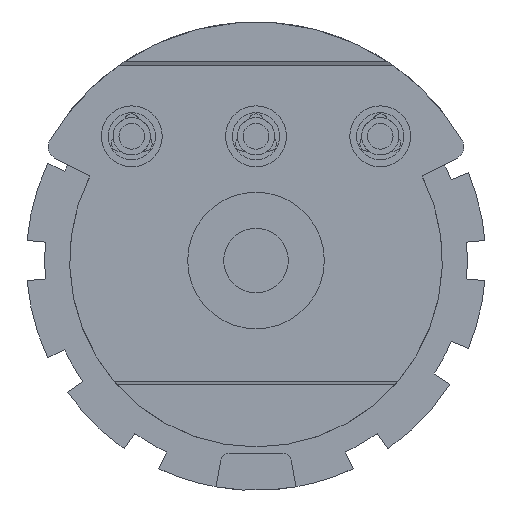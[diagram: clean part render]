
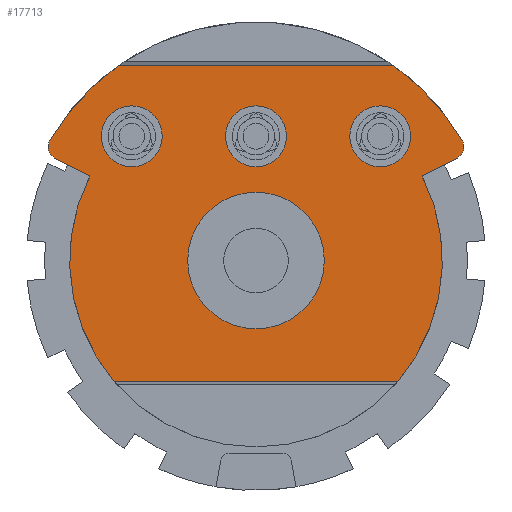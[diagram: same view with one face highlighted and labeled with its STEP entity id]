
A CAD part, front view. The second image highlights one B-rep face of the part: STEP entity #17713.
In plain terms, the highlighted planar face has unit normal (0, -1, 0).
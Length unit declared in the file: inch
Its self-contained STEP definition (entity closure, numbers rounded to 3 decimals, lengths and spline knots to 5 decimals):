
#149=DIRECTION('',(-0.891,0.,0.454));
#150=VECTOR('',#149,0.03173);
#151=CARTESIAN_POINT('',(-0.13365,-0.072,0.0681));
#152=LINE('',#151,#150);
#5897=DIRECTION('',(-0.891,0.,-0.454));
#5898=VECTOR('',#5897,0.03173);
#5899=CARTESIAN_POINT('',(0.16192,-0.072,0.0825));
#5900=LINE('',#5899,#5898);
#5905=CARTESIAN_POINT('',(0.,-0.072,0.));
#5906=DIRECTION('',(0.,1.,0.));
#5907=DIRECTION('',(0.891,0.,0.454));
#5908=AXIS2_PLACEMENT_3D('',#5905,#5906,#5907);
#5910=DIRECTION('',(-1.,0.,0.));
#5911=VECTOR('',#5910,0.22832);
#5912=CARTESIAN_POINT('',(0.11416,-0.072,-0.0973));
#5913=LINE('',#5912,#5911);
#5914=CARTESIAN_POINT('',(0.,-0.072,0.));
#5915=DIRECTION('',(0.,1.,0.));
#5916=DIRECTION('',(-0.761,0.,-0.649));
#5917=AXIS2_PLACEMENT_3D('',#5914,#5915,#5916);
#5919=CARTESIAN_POINT('',(-0.15738,-0.072,0.09141));
#5920=DIRECTION('',(0.,1.,0.));
#5921=DIRECTION('',(-0.454,0.,-0.891));
#5922=AXIS2_PLACEMENT_3D('',#5919,#5920,#5921);
#5924=CARTESIAN_POINT('',(0.,-0.072,0.));
#5925=DIRECTION('',(0.,1.,0.));
#5926=DIRECTION('',(-0.865,0.,0.502));
#5927=AXIS2_PLACEMENT_3D('',#5924,#5925,#5926);
#5929=CARTESIAN_POINT('',(0.,-0.072,0.));
#5930=DIRECTION('',(0.,1.,0.));
#5931=DIRECTION('',(0.573,0.,0.819));
#5932=AXIS2_PLACEMENT_3D('',#5929,#5930,#5931);
#5934=CARTESIAN_POINT('',(0.15738,-0.072,0.09141));
#5935=DIRECTION('',(0.,1.,0.));
#5936=DIRECTION('',(0.865,0.,0.502));
#5937=AXIS2_PLACEMENT_3D('',#5934,#5935,#5936);
#5939=CARTESIAN_POINT('',(0.,-0.072,0.));
#5940=DIRECTION('',(0.,-1.,0.));
#5941=DIRECTION('',(1.,0.,0.));
#5942=AXIS2_PLACEMENT_3D('',#5939,#5940,#5941);
#5944=CARTESIAN_POINT('',(0.,-0.072,0.));
#5945=DIRECTION('',(0.,-1.,0.));
#5946=DIRECTION('',(-1.,0.,0.));
#5947=AXIS2_PLACEMENT_3D('',#5944,#5945,#5946);
#5949=CARTESIAN_POINT('',(0.,-0.072,0.1));
#5950=DIRECTION('',(0.,1.,0.));
#5951=DIRECTION('',(0.,0.,-1.));
#5952=AXIS2_PLACEMENT_3D('',#5949,#5950,#5951);
#5954=CARTESIAN_POINT('',(0.,-0.072,0.1));
#5955=DIRECTION('',(0.,1.,0.));
#5956=DIRECTION('',(0.,0.,1.));
#5957=AXIS2_PLACEMENT_3D('',#5954,#5955,#5956);
#5959=CARTESIAN_POINT('',(-0.1,-0.072,0.1));
#5960=DIRECTION('',(0.,1.,0.));
#5961=DIRECTION('',(0.,0.,-1.));
#5962=AXIS2_PLACEMENT_3D('',#5959,#5960,#5961);
#5964=CARTESIAN_POINT('',(-0.1,-0.072,0.1));
#5965=DIRECTION('',(0.,1.,0.));
#5966=DIRECTION('',(0.,0.,1.));
#5967=AXIS2_PLACEMENT_3D('',#5964,#5965,#5966);
#5969=CARTESIAN_POINT('',(0.1,-0.072,0.1));
#5970=DIRECTION('',(0.,-1.,0.));
#5971=DIRECTION('',(0.,0.,-1.));
#5972=AXIS2_PLACEMENT_3D('',#5969,#5970,#5971);
#5974=CARTESIAN_POINT('',(0.1,-0.072,0.1));
#5975=DIRECTION('',(0.,-1.,0.));
#5976=DIRECTION('',(0.,0.,1.));
#5977=AXIS2_PLACEMENT_3D('',#5974,#5975,#5976);
#5982=CARTESIAN_POINT('',(-0.11416,-0.072,-0.0973));
#5984=CARTESIAN_POINT('',(0.11416,-0.072,-0.0973));
#6009=CARTESIAN_POINT('',(0.1101,-0.072,0.1573));
#6011=DIRECTION('',(-1.,0.,0.));
#6012=VECTOR('',#6011,0.22019);
#6013=CARTESIAN_POINT('',(0.1101,-0.072,0.1573));
#6014=LINE('',#6013,#6012);
#6015=CARTESIAN_POINT('',(-0.1101,-0.072,0.1573));
#8813=VERTEX_POINT('',#5984);
#8814=VERTEX_POINT('',#5982);
#8815=CARTESIAN_POINT('',(0.13365,-0.072,0.0681));
#8816=VERTEX_POINT('',#8815);
#8817=CARTESIAN_POINT('',(-0.13365,-0.072,0.0681));
#8818=VERTEX_POINT('',#8817);
#8819=CARTESIAN_POINT('',(-0.16192,-0.072,0.0825));
#8820=VERTEX_POINT('',#8819);
#8821=CARTESIAN_POINT('',(-0.16603,-0.072,0.09643));
#8822=VERTEX_POINT('',#8821);
#8823=VERTEX_POINT('',#6015);
#8824=VERTEX_POINT('',#6009);
#8825=CARTESIAN_POINT('',(0.16603,-0.072,0.09643));
#8826=VERTEX_POINT('',#8825);
#8827=CARTESIAN_POINT('',(0.16192,-0.072,0.0825));
#8828=VERTEX_POINT('',#8827);
#8833=CARTESIAN_POINT('',(0.055,-0.072,0.));
#8834=CARTESIAN_POINT('',(-0.055,-0.072,0.));
#8835=VERTEX_POINT('',#8833);
#8836=VERTEX_POINT('',#8834);
#8841=CARTESIAN_POINT('',(0.,-0.072,0.0755));
#8842=CARTESIAN_POINT('',(0.,-0.072,0.1245));
#8843=VERTEX_POINT('',#8841);
#8844=VERTEX_POINT('',#8842);
#8857=CARTESIAN_POINT('',(-0.1,-0.072,0.0755));
#8858=CARTESIAN_POINT('',(-0.1,-0.072,0.1245));
#8859=VERTEX_POINT('',#8857);
#8860=VERTEX_POINT('',#8858);
#8873=CARTESIAN_POINT('',(0.1,-0.072,0.0755));
#8874=CARTESIAN_POINT('',(0.1,-0.072,0.1245));
#8875=VERTEX_POINT('',#8873);
#8876=VERTEX_POINT('',#8874);
#17666=CARTESIAN_POINT('',(0.20088,-0.072,-0.0973));
#17667=DIRECTION('',(0.,1.,0.));
#17668=DIRECTION('',(0.,0.,1.));
#17669=AXIS2_PLACEMENT_3D('',#17666,#17667,#17668);
#17670=PLANE('',#17669);
#17671=ORIENTED_EDGE('',*,*,#9242,.T.);
#17673=ORIENTED_EDGE('',*,*,#17672,.T.);
#17674=ORIENTED_EDGE('',*,*,#9234,.T.);
#17675=ORIENTED_EDGE('',*,*,#9259,.T.);
#17677=ORIENTED_EDGE('',*,*,#17676,.T.);
#17679=ORIENTED_EDGE('',*,*,#17678,.T.);
#17681=ORIENTED_EDGE('',*,*,#17680,.F.);
#17683=ORIENTED_EDGE('',*,*,#17682,.T.);
#17685=ORIENTED_EDGE('',*,*,#17684,.T.);
#17686=ORIENTED_EDGE('',*,*,#17658,.T.);
#17687=EDGE_LOOP('',(#17671,#17673,#17674,#17675,#17677,#17679,#17681,#17683,
#17685,#17686));
#17688=FACE_OUTER_BOUND('',#17687,.F.);
#17690=ORIENTED_EDGE('',*,*,#17689,.T.);
#17692=ORIENTED_EDGE('',*,*,#17691,.T.);
#17693=EDGE_LOOP('',(#17690,#17692));
#17694=FACE_BOUND('',#17693,.F.);
#17696=ORIENTED_EDGE('',*,*,#17695,.F.);
#17698=ORIENTED_EDGE('',*,*,#17697,.F.);
#17699=EDGE_LOOP('',(#17696,#17698));
#17700=FACE_BOUND('',#17699,.F.);
#17702=ORIENTED_EDGE('',*,*,#17701,.F.);
#17704=ORIENTED_EDGE('',*,*,#17703,.F.);
#17705=EDGE_LOOP('',(#17702,#17704));
#17706=FACE_BOUND('',#17705,.F.);
#17708=ORIENTED_EDGE('',*,*,#17707,.T.);
#17710=ORIENTED_EDGE('',*,*,#17709,.T.);
#17711=EDGE_LOOP('',(#17708,#17710));
#17712=FACE_BOUND('',#17711,.F.);
#17713=ADVANCED_FACE('',(#17688,#17694,#17700,#17706,#17712),#17670,.F.);
#5909=CIRCLE('',#5908,0.15);
#5918=CIRCLE('',#5917,0.15);
#5923=CIRCLE('',#5922,0.01);
#5928=CIRCLE('',#5927,0.192);
#5933=CIRCLE('',#5932,0.192);
#5938=CIRCLE('',#5937,0.01);
#5943=CIRCLE('',#5942,0.055);
#5948=CIRCLE('',#5947,0.055);
#5953=CIRCLE('',#5952,0.0245);
#5958=CIRCLE('',#5957,0.0245);
#5963=CIRCLE('',#5962,0.0245);
#5968=CIRCLE('',#5967,0.0245);
#5973=CIRCLE('',#5972,0.0245);
#5978=CIRCLE('',#5977,0.0245);
#9234=EDGE_CURVE('',#8814,#8818,#5918,.T.);
#9242=EDGE_CURVE('',#8816,#8813,#5909,.T.);
#9259=EDGE_CURVE('',#8818,#8820,#152,.T.);
#17658=EDGE_CURVE('',#8828,#8816,#5900,.T.);
#17672=EDGE_CURVE('',#8813,#8814,#5913,.T.);
#17676=EDGE_CURVE('',#8820,#8822,#5923,.T.);
#17678=EDGE_CURVE('',#8822,#8823,#5928,.T.);
#17680=EDGE_CURVE('',#8824,#8823,#6014,.T.);
#17682=EDGE_CURVE('',#8824,#8826,#5933,.T.);
#17684=EDGE_CURVE('',#8826,#8828,#5938,.T.);
#17689=EDGE_CURVE('',#8835,#8836,#5943,.T.);
#17691=EDGE_CURVE('',#8836,#8835,#5948,.T.);
#17695=EDGE_CURVE('',#8843,#8844,#5953,.T.);
#17697=EDGE_CURVE('',#8844,#8843,#5958,.T.);
#17701=EDGE_CURVE('',#8859,#8860,#5963,.T.);
#17703=EDGE_CURVE('',#8860,#8859,#5968,.T.);
#17707=EDGE_CURVE('',#8875,#8876,#5973,.T.);
#17709=EDGE_CURVE('',#8876,#8875,#5978,.T.);
